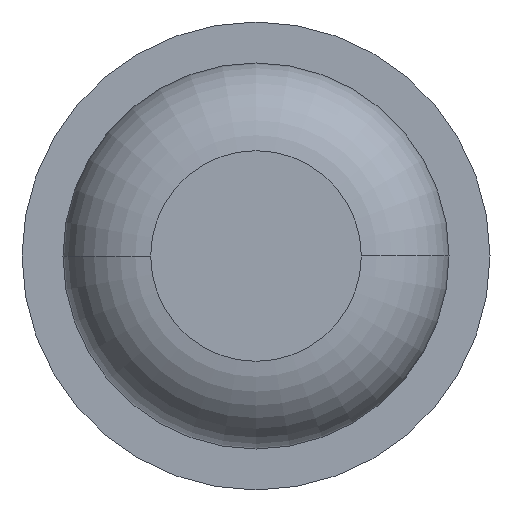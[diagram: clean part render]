
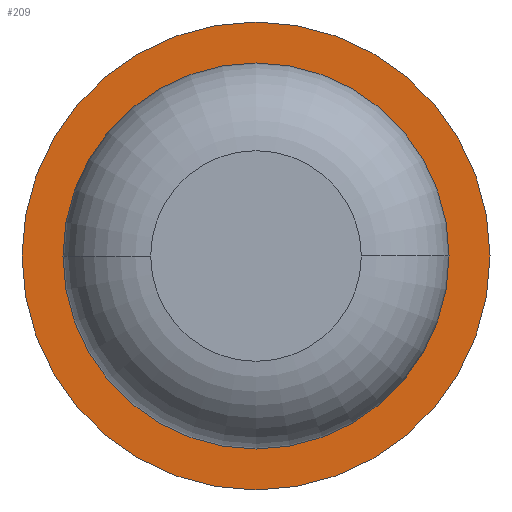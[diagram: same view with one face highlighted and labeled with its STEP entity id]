
A CAD part, front view. The second image highlights one B-rep face of the part: STEP entity #209.
In plain terms, the highlighted planar face has unit normal (0, -1, 0).
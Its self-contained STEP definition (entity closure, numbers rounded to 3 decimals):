
#128 = DIRECTION ( 'NONE',  ( -1., 0., 0. ) ) ;
#143 = AXIS2_PLACEMENT_3D ( 'NONE', #3539, #2956, #128 ) ;
#209 = ADVANCED_FACE ( 'Defeature ausgef�hrt1_5', ( #2053, #381 ), #439, .F. ) ;
#340 = VERTEX_POINT ( 'NONE', #1016 ) ;
#381 = FACE_BOUND ( 'NONE', #1522, .T. ) ;
#405 = AXIS2_PLACEMENT_3D ( 'NONE', #3215, #957, #1230 ) ;
#439 = PLANE ( 'NONE',  #3378 ) ;
#580 = VERTEX_POINT ( 'NONE', #3004 ) ;
#679 = DIRECTION ( 'NONE',  ( 0., 1., 0. ) ) ;
#691 = ORIENTED_EDGE ( 'NONE', *, *, #871, .T. ) ;
#832 = ORIENTED_EDGE ( 'NONE', *, *, #1070, .F. ) ;
#871 = EDGE_CURVE ( 'Defeature ausgef�hrt1_5+Defeature ausgef�hrt1_0+Defeature ausgef�hrt1_0+Defeature ausgef�hrt1_0', #1259, #3038, #2895, .T. ) ;
#957 = DIRECTION ( 'NONE',  ( 0., 1., 0. ) ) ;
#975 = CARTESIAN_POINT ( 'NONE',  ( 0., -5., 0. ) ) ;
#990 = DIRECTION ( 'NONE',  ( 0., 1., 0. ) ) ;
#1016 = CARTESIAN_POINT ( 'NONE',  ( 1., -5., 0. ) ) ;
#1051 = EDGE_CURVE ( 'Defeature ausgef�hrt1_5+Defeature ausgef�hrt1_0+Defeature ausgef�hrt1_0+Defeature ausgef�hrt1_0', #3038, #1259, #2509, .T. ) ;
#1061 = DIRECTION ( 'NONE',  ( 0., 1., 0. ) ) ;
#1070 = EDGE_CURVE ( 'Defeature ausgef�hrt1_6+Defeature ausgef�hrt1_5+Defeature ausgef�hrt1_5+Defeature ausgef�hrt1_5', #340, #580, #1925, .T. ) ;
#1230 = DIRECTION ( 'NONE',  ( -1., 0., 0. ) ) ;
#1259 = VERTEX_POINT ( 'NONE', #1932 ) ;
#1482 = CARTESIAN_POINT ( 'NONE',  ( 0.825, -5., 0. ) ) ;
#1522 = EDGE_LOOP ( 'NONE', ( #691, #2461 ) ) ;
#1657 = EDGE_CURVE ( 'Defeature ausgef�hrt1_6+Defeature ausgef�hrt1_5+Defeature ausgef�hrt1_5+Defeature ausgef�hrt1_5', #580, #340, #3109, .T. ) ;
#1925 = CIRCLE ( 'NONE', #143, 1. ) ;
#1932 = CARTESIAN_POINT ( 'NONE',  ( -0.825, -5., 0. ) ) ;
#2053 = FACE_OUTER_BOUND ( 'NONE', #2917, .T. ) ;
#2077 = CARTESIAN_POINT ( 'NONE',  ( 0.825, -5., 0. ) ) ;
#2385 = DIRECTION ( 'NONE',  ( -1., 0., 0. ) ) ;
#2461 = ORIENTED_EDGE ( 'NONE', *, *, #1051, .T. ) ;
#2509 = CIRCLE ( 'NONE', #405, 0.825 ) ;
#2639 = AXIS2_PLACEMENT_3D ( 'NONE', #3028, #1061, #3608 ) ;
#2698 = DIRECTION ( 'NONE',  ( -1., 0., 0. ) ) ;
#2895 = CIRCLE ( 'NONE', #3504, 0.825 ) ;
#2917 = EDGE_LOOP ( 'NONE', ( #3243, #832 ) ) ;
#2956 = DIRECTION ( 'NONE',  ( 0., 1., 0. ) ) ;
#3004 = CARTESIAN_POINT ( 'NONE',  ( -1., -5., 0. ) ) ;
#3028 = CARTESIAN_POINT ( 'NONE',  ( 0., -5., 0. ) ) ;
#3038 = VERTEX_POINT ( 'NONE', #1482 ) ;
#3109 = CIRCLE ( 'NONE', #2639, 1. ) ;
#3215 = CARTESIAN_POINT ( 'NONE',  ( 0., -5., 0. ) ) ;
#3243 = ORIENTED_EDGE ( 'NONE', *, *, #1657, .F. ) ;
#3378 = AXIS2_PLACEMENT_3D ( 'NONE', #2077, #679, #2385 ) ;
#3504 = AXIS2_PLACEMENT_3D ( 'NONE', #975, #990, #2698 ) ;
#3539 = CARTESIAN_POINT ( 'NONE',  ( 0., -5., 0. ) ) ;
#3608 = DIRECTION ( 'NONE',  ( -1., 0., 0. ) ) ;
